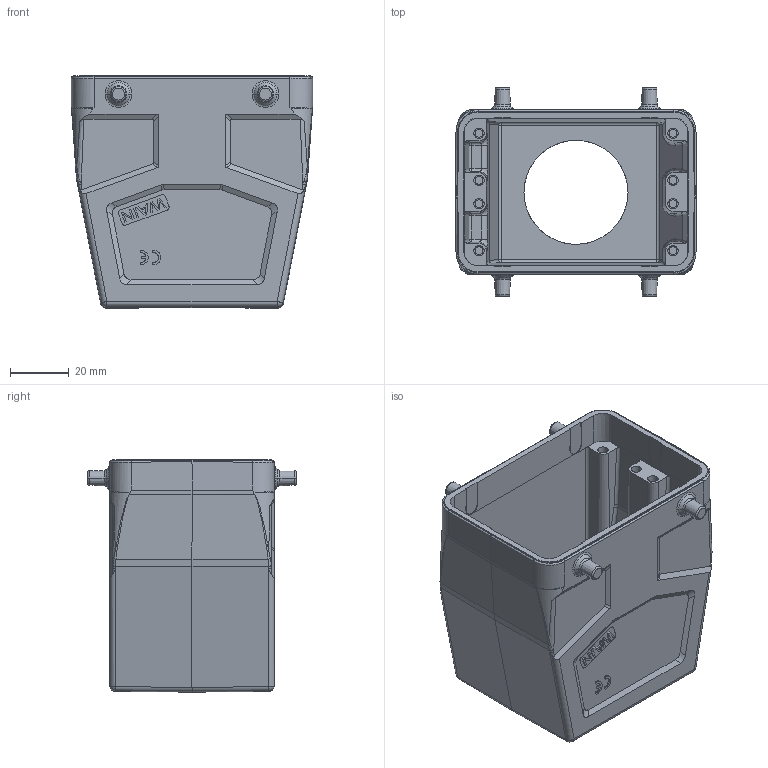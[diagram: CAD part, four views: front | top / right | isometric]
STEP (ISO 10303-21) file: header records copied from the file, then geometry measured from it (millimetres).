
FILE_DESCRIPTION(/* description */ (''),/* implementation_level */ '2;1');
FILE_NAME(/* name */ '3D_1101324305004_W32A-TEH-4B-PG29_V1.1.stp',/* time_stamp */ '2023-12-29T13:23:30+08:00',/* author */ (''),/* organization */ (''),/* preprocessor_version */ 'ST-DEVELOPER v18.1',/* originating_system */ 'SIEMENS PLM Software NX 1980',/* authorisation */ '');
FILE_SCHEMA (('AUTOMOTIVE_DESIGN { 1 0 10303 214 3 1 1 1 }'));
Length unit declared in the file: millimetre
Products named in the file (1): 3D_1101324305001_W32A-TEH-4B-M25_V1.0_stp
Bounding box: 82 x 71 x 79 mm (x, y, z)
Volume: 79871.2 mm3; surface area: 44983.4 mm2
Topology: 1 solids, 1 shells, 519 faces, 1297 edges, 812 vertices
Faces by surface type: plane 235, cylinder 174, torus 34, cone 32, bspline 24, sphere 14, extrusion 4, revolution 2
Entity records: 17729 total; most frequent: CARTESIAN_POINT 5956, ORIENTED_EDGE 2586, DIRECTION 2186, EDGE_CURVE 1293, VERTEX_POINT 812, AXIS2_PLACEMENT_3D 743, VECTOR 698, LINE 694
